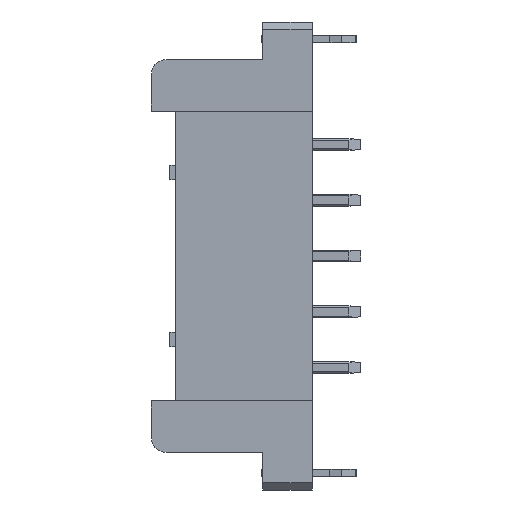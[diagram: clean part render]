
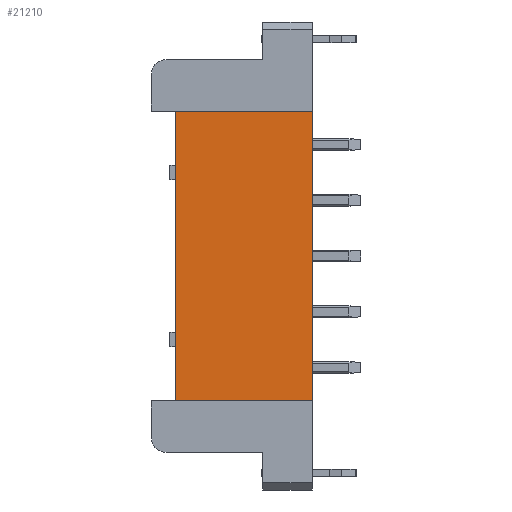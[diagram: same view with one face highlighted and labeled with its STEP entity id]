
A CAD part, front view. The second image highlights one B-rep face of the part: STEP entity #21210.
In plain terms, the highlighted planar face has unit normal (0, -1, 0).
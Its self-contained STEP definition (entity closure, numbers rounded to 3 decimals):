
#11470=CARTESIAN_POINT('',(-0.523,8.781,
-49.717));
#11480=VERTEX_POINT('',#11470);
#11510=CARTESIAN_POINT('',(-0.523,8.781,-29.918));
#11520=DIRECTION('',(0.,0.,-1.));
#11530=VECTOR('',#11520,1.);
#11540=LINE('',#11510,#11530);
#11550=CARTESIAN_POINT('',(-0.523,8.781,-29.918)
);
#11560=VERTEX_POINT('',#11550);
#11570=EDGE_CURVE('',#11560,#11480,#11540,.T.);
#20070=CARTESIAN_POINT('',(-9.873,8.781,
-49.717));
#20080=VERTEX_POINT('',#20070);
#20110=CARTESIAN_POINT('',(-7.123,8.781,-49.717)
);
#20120=DIRECTION('',(1.,0.,0.));
#20130=VECTOR('',#20120,1.);
#20140=LINE('',#20110,#20130);
#20150=EDGE_CURVE('',#20080,#11480,#20140,.T.);
#20980=CARTESIAN_POINT('',(-10.023,8.781,-29.918));
#20990=DIRECTION('',(0.,-1.,-0.));
#21000=DIRECTION('',(0.,0.,-1.));
#21010=AXIS2_PLACEMENT_3D('',#20980,#20990,#21000);
#21020=PLANE('',#21010);
#21030=CARTESIAN_POINT('',(-7.123,8.781,-29.918));
#21040=DIRECTION('',(-1.,0.,0.));
#21050=VECTOR('',#21040,1.);
#21060=LINE('',#21030,#21050);
#21070=CARTESIAN_POINT('',(-9.873,8.781,-29.918))
;
#21080=VERTEX_POINT('',#21070);
#21090=EDGE_CURVE('',#11560,#21080,#21060,.T.);
#21100=ORIENTED_EDGE('',*,*,#21090,.T.);
#21110=ORIENTED_EDGE('',*,*,#11570,.F.);
#21120=ORIENTED_EDGE('',*,*,#20150,.T.);
#21130=CARTESIAN_POINT('',(-9.873,8.781,-66.198))
;
#21140=DIRECTION('',(0.,0.,1.));
#21150=VECTOR('',#21140,1.);
#21160=LINE('',#21130,#21150);
#21170=EDGE_CURVE('',#20080,#21080,#21160,.T.);
#21180=ORIENTED_EDGE('',*,*,#21170,.F.);
#21190=EDGE_LOOP('',(#21180,#21120,#21110,#21100));
#21200=FACE_OUTER_BOUND('',#21190,.T.);
#21210=ADVANCED_FACE('',(#21200),#21020,.T.);
